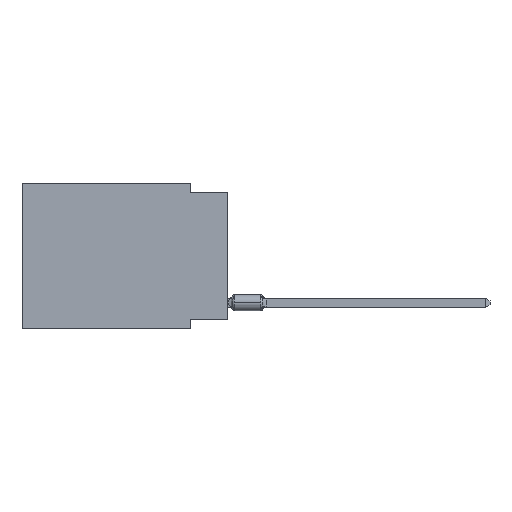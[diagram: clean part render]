
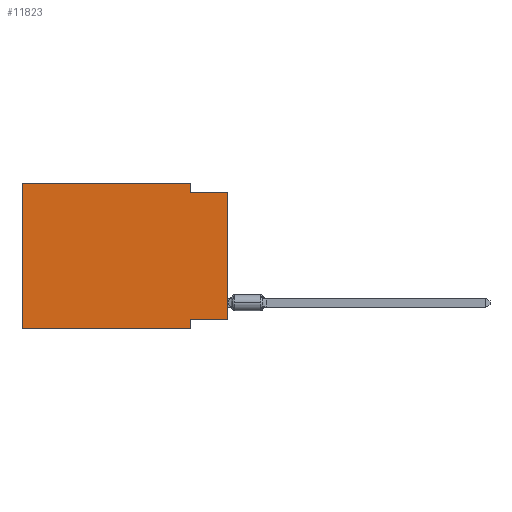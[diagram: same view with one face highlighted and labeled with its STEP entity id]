
A CAD part, left-side view. The second image highlights one B-rep face of the part: STEP entity #11823.
In plain terms, the highlighted planar face has unit normal (-1, 0, 0).
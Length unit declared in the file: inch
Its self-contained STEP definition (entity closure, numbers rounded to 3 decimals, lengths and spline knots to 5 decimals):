
#95 = ORIENTED_EDGE ( 'NONE', *, *, #14001, .F. ) ;
#232 = CARTESIAN_POINT ( 'NONE',  ( 0., 0., -0.025 ) ) ;
#880 = CARTESIAN_POINT ( 'NONE',  ( 0., 0.55, 0. ) ) ;
#1245 = CARTESIAN_POINT ( 'NONE',  ( 0., 0.1, -0.39 ) ) ;
#1479 = CARTESIAN_POINT ( 'NONE',  ( 0., 0., -0.365 ) ) ;
#1485 = DIRECTION ( 'NONE',  ( 0., 0., 1. ) ) ;
#1637 = ORIENTED_EDGE ( 'NONE', *, *, #9296, .F. ) ;
#2013 = LINE ( 'NONE', #4618, #8895 ) ;
#2094 = CARTESIAN_POINT ( 'NONE',  ( 0., 0.1, -0.365 ) ) ;
#2110 = CARTESIAN_POINT ( 'NONE',  ( 0., 0., 0. ) ) ;
#2548 = ORIENTED_EDGE ( 'NONE', *, *, #4781, .T. ) ;
#3316 = VECTOR ( 'NONE', #10607, 39.37008 ) ;
#3358 = VERTEX_POINT ( 'NONE', #1479 ) ;
#3515 = FACE_OUTER_BOUND ( 'NONE', #8401, .T. ) ;
#3589 = DIRECTION ( 'NONE',  ( 0., 0., -1. ) ) ;
#3990 = ORIENTED_EDGE ( 'NONE', *, *, #8891, .F. ) ;
#4116 = VECTOR ( 'NONE', #9908, 39.37008 ) ;
#4618 = CARTESIAN_POINT ( 'NONE',  ( 0., 0., -0.365 ) ) ;
#4781 = EDGE_CURVE ( 'NONE', #3358, #7616, #12882, .T. ) ;
#5099 = CARTESIAN_POINT ( 'NONE',  ( 0., 0.1, 0. ) ) ;
#5667 = VECTOR ( 'NONE', #14548, 39.37008 ) ;
#5838 = VERTEX_POINT ( 'NONE', #1245 ) ;
#5952 = CARTESIAN_POINT ( 'NONE',  ( 0., 0.55, 0. ) ) ;
#6093 = DIRECTION ( 'NONE',  ( 0., -1., 0. ) ) ;
#6167 = LINE ( 'NONE', #14345, #8195 ) ;
#6168 = VECTOR ( 'NONE', #13185, 39.37008 ) ;
#6453 = CARTESIAN_POINT ( 'NONE',  ( 0., 0.55, -0.39 ) ) ;
#7143 = VECTOR ( 'NONE', #1485, 39.37008 ) ;
#7243 = AXIS2_PLACEMENT_3D ( 'NONE', #5952, #15531, #3589 ) ;
#7391 = LINE ( 'NONE', #11170, #7143 ) ;
#7616 = VERTEX_POINT ( 'NONE', #11784 ) ;
#7679 = VERTEX_POINT ( 'NONE', #2094 ) ;
#7935 = CARTESIAN_POINT ( 'NONE',  ( 0., 0.55, -0.39 ) ) ;
#8195 = VECTOR ( 'NONE', #6093, 39.37008 ) ;
#8401 = EDGE_LOOP ( 'NONE', ( #2548, #95, #3990, #1637, #11969, #9448, #9437, #12056 ) ) ;
#8698 = EDGE_CURVE ( 'NONE', #7679, #5838, #9769, .T. ) ;
#8762 = CARTESIAN_POINT ( 'NONE',  ( 0., 0.1, -0.025 ) ) ;
#8801 = CARTESIAN_POINT ( 'NONE',  ( 0., 0.1, -0.39 ) ) ;
#8891 = EDGE_CURVE ( 'NONE', #10295, #14373, #13333, .T. ) ;
#8895 = VECTOR ( 'NONE', #13807, 39.37008 ) ;
#9296 = EDGE_CURVE ( 'NONE', #10806, #10295, #6167, .T. ) ;
#9437 = ORIENTED_EDGE ( 'NONE', *, *, #8698, .F. ) ;
#9448 = ORIENTED_EDGE ( 'NONE', *, *, #11310, .T. ) ;
#9769 = LINE ( 'NONE', #8801, #5667 ) ;
#9908 = DIRECTION ( 'NONE',  ( 0., -1., 0. ) ) ;
#10295 = VERTEX_POINT ( 'NONE', #5099 ) ;
#10607 = DIRECTION ( 'NONE',  ( 0., 0., 1. ) ) ;
#10806 = VERTEX_POINT ( 'NONE', #880 ) ;
#11170 = CARTESIAN_POINT ( 'NONE',  ( 0., 0.55, 0. ) ) ;
#11310 = EDGE_CURVE ( 'NONE', #14916, #5838, #11719, .T. ) ;
#11719 = LINE ( 'NONE', #7935, #13483 ) ;
#11784 = CARTESIAN_POINT ( 'NONE',  ( 0., 0., -0.025 ) ) ;
#11823 = ADVANCED_FACE ( 'NONE', ( #3515 ), #13098, .F. ) ;
#11969 = ORIENTED_EDGE ( 'NONE', *, *, #13922, .F. ) ;
#12056 = ORIENTED_EDGE ( 'NONE', *, *, #12942, .F. ) ;
#12812 = DIRECTION ( 'NONE',  ( 0., -1., 0. ) ) ;
#12882 = LINE ( 'NONE', #2110, #3316 ) ;
#12942 = EDGE_CURVE ( 'NONE', #3358, #7679, #2013, .T. ) ;
#13098 = PLANE ( 'NONE',  #7243 ) ;
#13185 = DIRECTION ( 'NONE',  ( 0., 0., -1. ) ) ;
#13333 = LINE ( 'NONE', #14359, #6168 ) ;
#13442 = LINE ( 'NONE', #232, #4116 ) ;
#13483 = VECTOR ( 'NONE', #12812, 39.37008 ) ;
#13807 = DIRECTION ( 'NONE',  ( 0., 1., 0. ) ) ;
#13922 = EDGE_CURVE ( 'NONE', #14916, #10806, #7391, .T. ) ;
#14001 = EDGE_CURVE ( 'NONE', #14373, #7616, #13442, .T. ) ;
#14345 = CARTESIAN_POINT ( 'NONE',  ( 0., 0.55, 0. ) ) ;
#14359 = CARTESIAN_POINT ( 'NONE',  ( 0., 0.1, 0. ) ) ;
#14373 = VERTEX_POINT ( 'NONE', #8762 ) ;
#14548 = DIRECTION ( 'NONE',  ( 0., 0., -1. ) ) ;
#14916 = VERTEX_POINT ( 'NONE', #6453 ) ;
#15531 = DIRECTION ( 'NONE',  ( 1., 0., 0. ) ) ;
